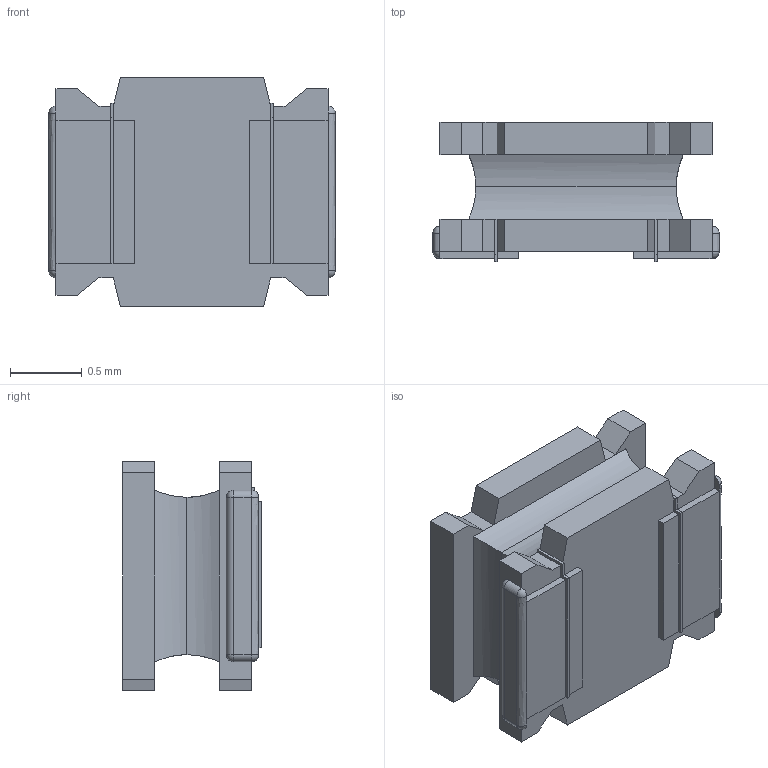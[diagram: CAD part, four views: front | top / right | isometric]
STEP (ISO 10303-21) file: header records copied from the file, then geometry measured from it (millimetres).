
FILE_DESCRIPTION (( 'STEP AP214' ), '1' );
FILE_NAME ('LQH2MCN120K02L.STEP', '2022-07-15T10:40:11', ( '' ), ( '' ), 'SwSTEP 2.0', 'SolidWorks 2018', '' );
FILE_SCHEMA (( 'AUTOMOTIVE_DESIGN' ));
Length unit declared in the file: millimetre
Products named in the file (1): LQH2MCN120K02L
Bounding box: 2 x 0.97 x 1.6 mm (x, y, z)
Volume: 2.1 mm3; surface area: 14 mm2
Topology: 1 solids, 1 shells, 106 faces, 279 edges, 167 vertices
Faces by surface type: plane 84, cylinder 9, sphere 8, bspline 5
Entity records: 4369 total; most frequent: CARTESIAN_POINT 701, ORIENTED_EDGE 542, DIRECTION 463, EDGE_CURVE 271, VECTOR 233, LINE 233, VERTEX_POINT 167, AXIS2_PLACEMENT_3D 115
